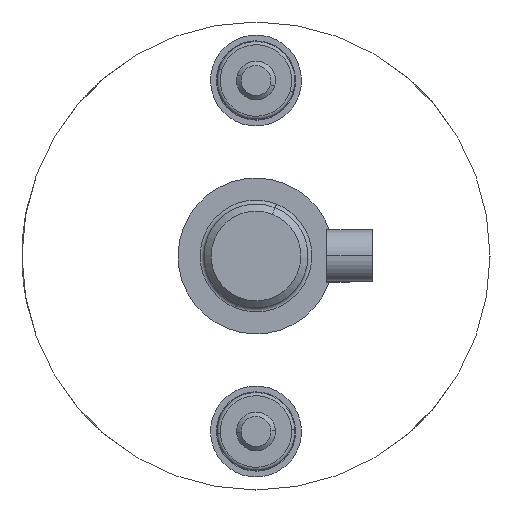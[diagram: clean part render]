
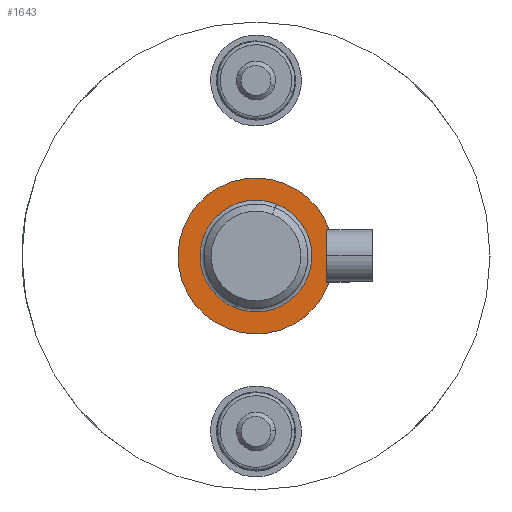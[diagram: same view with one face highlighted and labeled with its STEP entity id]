
A CAD part, left-side view. The second image highlights one B-rep face of the part: STEP entity #1643.
In plain terms, the highlighted face is planar.
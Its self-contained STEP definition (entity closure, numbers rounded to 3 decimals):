
#10 = EDGE_CURVE ( 'NONE', #1232, #2501, #2412, .T. ) ;
#13 = DIRECTION ( 'NONE',  ( 0., 0., -1. ) ) ;
#15 = AXIS2_PLACEMENT_3D ( 'NONE', #2408, #663, #13 ) ;
#188 = EDGE_LOOP ( 'NONE', ( #225, #483 ) ) ;
#225 = ORIENTED_EDGE ( 'NONE', *, *, #2611, .T. ) ;
#267 = DIRECTION ( 'NONE',  ( -1., 0., 0. ) ) ;
#273 = PLANE ( 'NONE',  #15 ) ;
#293 = VERTEX_POINT ( 'NONE', #2566 ) ;
#307 = DIRECTION ( 'NONE',  ( 0., 0., -1. ) ) ;
#357 = CIRCLE ( 'NONE', #1735, 12. ) ;
#483 = ORIENTED_EDGE ( 'NONE', *, *, #862, .T. ) ;
#538 = CARTESIAN_POINT ( 'NONE',  ( 16., 0., 0. ) ) ;
#663 = DIRECTION ( 'NONE',  ( 1., 0., 0. ) ) ;
#758 = VERTEX_POINT ( 'NONE', #1137 ) ;
#763 = DIRECTION ( 'NONE',  ( 0., 0., 1. ) ) ;
#862 = EDGE_CURVE ( 'NONE', #758, #293, #1952, .T. ) ;
#883 = CARTESIAN_POINT ( 'NONE',  ( 16., 0., 12. ) ) ;
#939 = DIRECTION ( 'NONE',  ( 0., 0., 1. ) ) ;
#973 = DIRECTION ( 'NONE',  ( -1., 0., 0. ) ) ;
#1137 = CARTESIAN_POINT ( 'NONE',  ( 16., 0., 8.6 ) ) ;
#1138 = AXIS2_PLACEMENT_3D ( 'NONE', #2492, #1180, #307 ) ;
#1161 = FACE_BOUND ( 'NONE', #188, .T. ) ;
#1176 = DIRECTION ( 'NONE',  ( -1., 0., 0. ) ) ;
#1180 = DIRECTION ( 'NONE',  ( -1., 0., 0. ) ) ;
#1196 = CIRCLE ( 'NONE', #1349, 8.6 ) ;
#1232 = VERTEX_POINT ( 'NONE', #2429 ) ;
#1349 = AXIS2_PLACEMENT_3D ( 'NONE', #1560, #267, #2653 ) ;
#1560 = CARTESIAN_POINT ( 'NONE',  ( 16., 0., 0. ) ) ;
#1643 = ADVANCED_FACE ( 'NONE', ( #1161, #1783 ), #273, .T. ) ;
#1735 = AXIS2_PLACEMENT_3D ( 'NONE', #2261, #1176, #939 ) ;
#1764 = AXIS2_PLACEMENT_3D ( 'NONE', #538, #973, #763 ) ;
#1774 = EDGE_CURVE ( 'NONE', #2501, #1232, #357, .T. ) ;
#1783 = FACE_OUTER_BOUND ( 'NONE', #2068, .T. ) ;
#1952 = CIRCLE ( 'NONE', #1138, 8.6 ) ;
#2068 = EDGE_LOOP ( 'NONE', ( #2196, #2808 ) ) ;
#2196 = ORIENTED_EDGE ( 'NONE', *, *, #1774, .F. ) ;
#2261 = CARTESIAN_POINT ( 'NONE',  ( 16., 0., 0. ) ) ;
#2408 = CARTESIAN_POINT ( 'NONE',  ( 16., 12., 0. ) ) ;
#2412 = CIRCLE ( 'NONE', #1764, 12. ) ;
#2429 = CARTESIAN_POINT ( 'NONE',  ( 16., 0., -12. ) ) ;
#2492 = CARTESIAN_POINT ( 'NONE',  ( 16., 0., 0. ) ) ;
#2501 = VERTEX_POINT ( 'NONE', #883 ) ;
#2566 = CARTESIAN_POINT ( 'NONE',  ( 16., 0., -8.6 ) ) ;
#2611 = EDGE_CURVE ( 'NONE', #293, #758, #1196, .T. ) ;
#2653 = DIRECTION ( 'NONE',  ( 0., 0., -1. ) ) ;
#2808 = ORIENTED_EDGE ( 'NONE', *, *, #10, .F. ) ;
